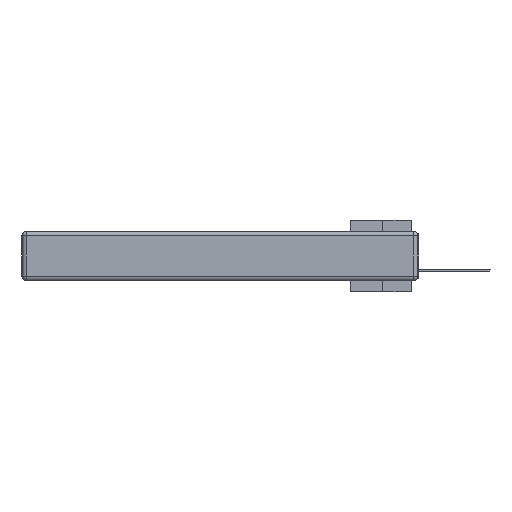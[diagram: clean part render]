
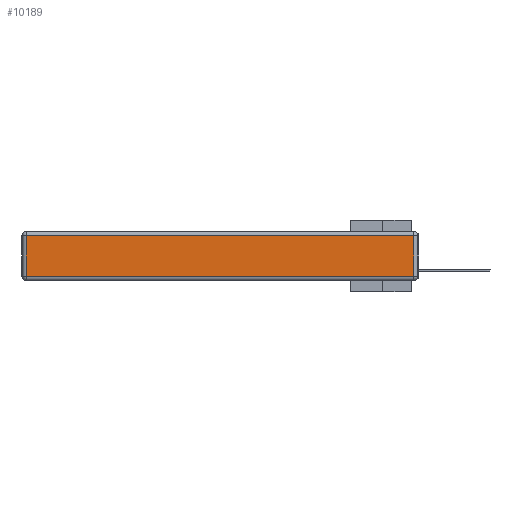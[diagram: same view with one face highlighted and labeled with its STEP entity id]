
A CAD part, left-side view. The second image highlights one B-rep face of the part: STEP entity #10189.
In plain terms, the highlighted planar face has unit normal (-1, 0, 0).
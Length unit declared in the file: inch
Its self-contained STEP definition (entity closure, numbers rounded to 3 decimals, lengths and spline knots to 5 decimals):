
#1535 = DIRECTION ( 'NONE',  ( 0., 0., -1. ) ) ;
#2313 = VERTEX_POINT ( 'NONE', #36511 ) ;
#2783 = LINE ( 'NONE', #27271, #6815 ) ;
#4426 = CARTESIAN_POINT ( 'NONE',  ( 0., 2.72, -0.343 ) ) ;
#4461 = VERTEX_POINT ( 'NONE', #35359 ) ;
#4611 = EDGE_CURVE ( 'NONE', #17516, #2313, #22620, .T. ) ;
#6815 = VECTOR ( 'NONE', #7191, 39.37008 ) ;
#7063 = DIRECTION ( 'NONE',  ( 0., -1., 0. ) ) ;
#7191 = DIRECTION ( 'NONE',  ( 0., 1., 0. ) ) ;
#7504 = DIRECTION ( 'NONE',  ( 0., 0., 1. ) ) ;
#7633 = PLANE ( 'NONE',  #18829 ) ;
#9352 = CARTESIAN_POINT ( 'NONE',  ( 0., 0.03, -0.343 ) ) ;
#9813 = CARTESIAN_POINT ( 'NONE',  ( 0., 0., -0.313 ) ) ;
#10189 = ADVANCED_FACE ( 'NONE', ( #33806 ), #7633, .T. ) ;
#10250 = LINE ( 'NONE', #4426, #29563 ) ;
#10321 = ORIENTED_EDGE ( 'NONE', *, *, #27236, .T. ) ;
#10405 = DIRECTION ( 'NONE',  ( -1., 0., 0. ) ) ;
#11450 = EDGE_LOOP ( 'NONE', ( #29552, #22553, #10321, #26415 ) ) ;
#12499 = LINE ( 'NONE', #9352, #19265 ) ;
#17516 = VERTEX_POINT ( 'NONE', #25849 ) ;
#18829 = AXIS2_PLACEMENT_3D ( 'NONE', #24714, #10405, #7504 ) ;
#19265 = VECTOR ( 'NONE', #34753, 39.37008 ) ;
#21522 = CARTESIAN_POINT ( 'NONE',  ( 0., 2.72, -0.03 ) ) ;
#21725 = VECTOR ( 'NONE', #7063, 39.37008 ) ;
#22553 = ORIENTED_EDGE ( 'NONE', *, *, #27894, .T. ) ;
#22620 = LINE ( 'NONE', #9813, #21725 ) ;
#24714 = CARTESIAN_POINT ( 'NONE',  ( 0., 0., -0.343 ) ) ;
#25849 = CARTESIAN_POINT ( 'NONE',  ( 0., 2.72, -0.313 ) ) ;
#26415 = ORIENTED_EDGE ( 'NONE', *, *, #28249, .T. ) ;
#27236 = EDGE_CURVE ( 'NONE', #4461, #36105, #2783, .T. ) ;
#27271 = CARTESIAN_POINT ( 'NONE',  ( 0., 2.75, -0.03 ) ) ;
#27894 = EDGE_CURVE ( 'NONE', #2313, #4461, #12499, .T. ) ;
#28249 = EDGE_CURVE ( 'NONE', #36105, #17516, #10250, .T. ) ;
#29552 = ORIENTED_EDGE ( 'NONE', *, *, #4611, .T. ) ;
#29563 = VECTOR ( 'NONE', #1535, 39.37008 ) ;
#33806 = FACE_OUTER_BOUND ( 'NONE', #11450, .T. ) ;
#34753 = DIRECTION ( 'NONE',  ( 0., 0., 1. ) ) ;
#35359 = CARTESIAN_POINT ( 'NONE',  ( 0., 0.03, -0.03 ) ) ;
#36105 = VERTEX_POINT ( 'NONE', #21522 ) ;
#36511 = CARTESIAN_POINT ( 'NONE',  ( 0., 0.03, -0.313 ) ) ;
